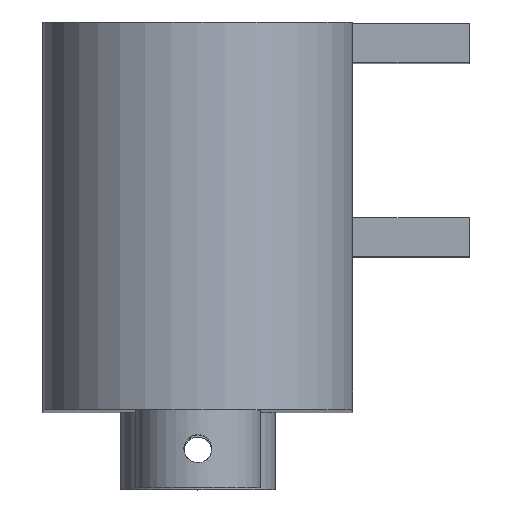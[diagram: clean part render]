
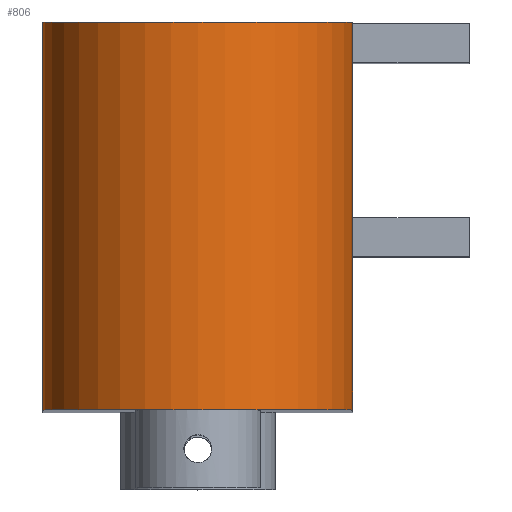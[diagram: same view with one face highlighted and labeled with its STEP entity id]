
A CAD part, top view. The second image highlights one B-rep face of the part: STEP entity #806.
In plain terms, the highlighted cylindrical face has radius 10 mm (diameter 20 mm), a partial arc.
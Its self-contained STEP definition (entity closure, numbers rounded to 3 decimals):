
#70=CYLINDRICAL_SURFACE('',#886,10.);
#103=FACE_OUTER_BOUND('',#162,.T.);
#162=EDGE_LOOP('',(#686,#687,#688,#689));
#204=CIRCLE('',#884,10.);
#206=CIRCLE('',#887,10.);
#266=LINE('',#1565,#338);
#267=LINE('',#1568,#339);
#338=VECTOR('',#1068,10.);
#339=VECTOR('',#1071,10.);
#411=VERTEX_POINT('',#1552);
#412=VERTEX_POINT('',#1554);
#416=VERTEX_POINT('',#1564);
#417=VERTEX_POINT('',#1566);
#507=EDGE_CURVE('',#412,#411,#204,.T.);
#512=EDGE_CURVE('',#416,#411,#266,.T.);
#513=EDGE_CURVE('',#417,#416,#206,.T.);
#514=EDGE_CURVE('',#417,#412,#267,.T.);
#686=ORIENTED_EDGE('',*,*,#507,.T.);
#687=ORIENTED_EDGE('',*,*,#512,.F.);
#688=ORIENTED_EDGE('',*,*,#513,.F.);
#689=ORIENTED_EDGE('',*,*,#514,.T.);
#806=ADVANCED_FACE('',(#103),#70,.T.);
#884=AXIS2_PLACEMENT_3D('',#1555,#1059,#1060);
#886=AXIS2_PLACEMENT_3D('',#1563,#1066,#1067);
#887=AXIS2_PLACEMENT_3D('',#1567,#1069,#1070);
#1059=DIRECTION('center_axis',(0.,-1.,0.));
#1060=DIRECTION('ref_axis',(-1.,0.,0.));
#1066=DIRECTION('center_axis',(0.,1.,0.));
#1067=DIRECTION('ref_axis',(-1.,0.,0.));
#1068=DIRECTION('',(0.,1.,0.));
#1069=DIRECTION('center_axis',(0.,-1.,0.));
#1070=DIRECTION('ref_axis',(-1.,0.,0.));
#1071=DIRECTION('',(0.,1.,0.));
#1552=CARTESIAN_POINT('',(-10.,20.,0.));
#1554=CARTESIAN_POINT('',(10.,20.,0.));
#1555=CARTESIAN_POINT('Origin',(0.,20.,0.));
#1563=CARTESIAN_POINT('Origin',(0.,5.,0.));
#1564=CARTESIAN_POINT('',(-10.,-5.,0.));
#1565=CARTESIAN_POINT('',(-10.,5.,0.));
#1566=CARTESIAN_POINT('',(10.,-5.,0.));
#1567=CARTESIAN_POINT('Origin',(0.,-5.,0.));
#1568=CARTESIAN_POINT('',(10.,5.,0.));
